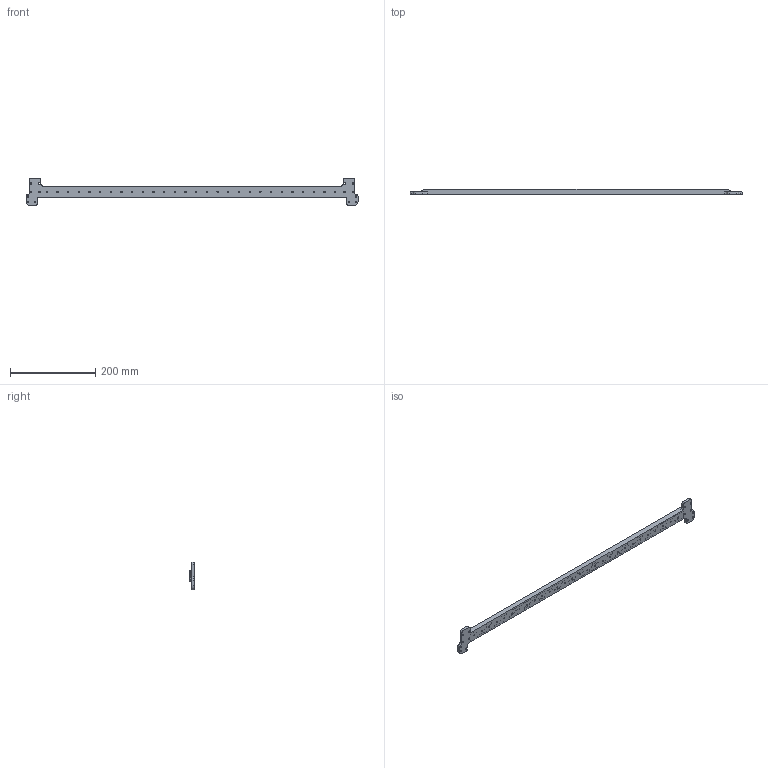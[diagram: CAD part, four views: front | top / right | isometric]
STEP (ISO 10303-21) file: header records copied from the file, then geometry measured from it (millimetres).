
FILE_DESCRIPTION (( 'STEP AP214' ), '1' );
FILE_NAME ('crossbar_6mm_for_700mm_mgn12_rail.STEP', '2020-06-14T16:44:43', ( '' ), ( '' ), 'SwSTEP 2.0', 'SolidWorks 2019', '' );
FILE_SCHEMA (( 'AUTOMOTIVE_DESIGN' ));
Length unit declared in the file: millimetre
Products named in the file (1): crossbar_6mm_for_700mm_mgn12_rail
Bounding box: 777 x 12 x 65 mm (x, y, z)
Volume: 136771.1 mm3; surface area: 89011.2 mm2
Topology: 1 solids, 1 shells, 335 faces, 921 edges, 614 vertices
Faces by surface type: cylinder 199, plane 136
Entity records: 11103 total; most frequent: DIRECTION 1991, CARTESIAN_POINT 1871, ORIENTED_EDGE 1842, EDGE_CURVE 921, AXIS2_PLACEMENT_3D 734, VERTEX_POINT 614, LINE 523, VECTOR 523
